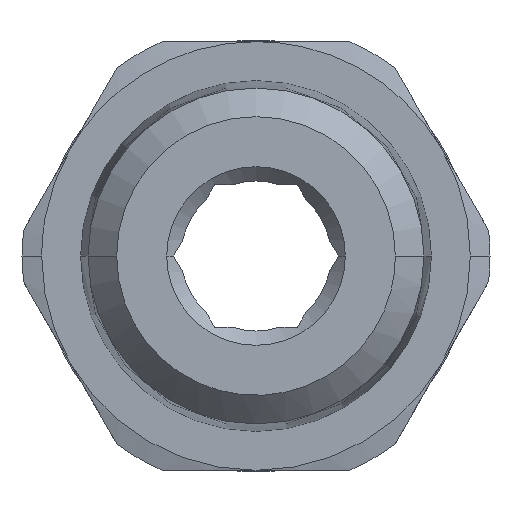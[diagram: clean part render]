
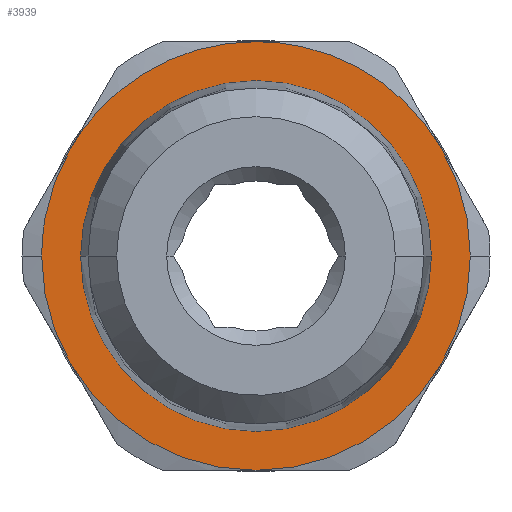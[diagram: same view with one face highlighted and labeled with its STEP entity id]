
A CAD part, front view. The second image highlights one B-rep face of the part: STEP entity #3939.
In plain terms, the highlighted planar face has unit normal (0, -1, 0).
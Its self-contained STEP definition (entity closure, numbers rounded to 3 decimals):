
#197=CARTESIAN_POINT('Vertex',(5.196,7.5,-3.)) ;
#2438=CARTESIAN_POINT('Vertex',(0.,7.5,-6.)) ;
#2531=CARTESIAN_POINT('Vertex',(-5.196,7.5,-3.)) ;
#3516=CARTESIAN_POINT('Axis2P3D Location',(0.,7.5,0.)) ;
#3520=CARTESIAN_POINT('Vertex',(-4.909,7.5,0.)) ;
#3522=CARTESIAN_POINT('Vertex',(4.909,7.5,0.)) ;
#3547=CARTESIAN_POINT('Axis2P3D Location',(0.,7.5,0.)) ;
#3568=CARTESIAN_POINT('Vertex',(6.,7.5,0.)) ;
#3571=CARTESIAN_POINT('Axis2P3D Location',(0.,7.5,0.)) ;
#3588=CARTESIAN_POINT('Axis2P3D Location',(0.,7.5,0.)) ;
#3605=CARTESIAN_POINT('Axis2P3D Location',(0.,7.5,0.)) ;
#3659=CARTESIAN_POINT('Vertex',(-6.,7.5,0.)) ;
#3662=CARTESIAN_POINT('Axis2P3D Location',(0.,7.5,0.)) ;
#3740=CARTESIAN_POINT('Vertex',(5.196,7.5,3.)) ;
#3743=CARTESIAN_POINT('Axis2P3D Location',(0.,7.5,0.)) ;
#3877=CARTESIAN_POINT('Axis2P3D Location',(0.,7.5,0.)) ;
#3883=CARTESIAN_POINT('Control Point',(5.196,7.5,3.)) ;
#3884=CARTESIAN_POINT('Control Point',(4.896,7.5,3.52)) ;
#3885=CARTESIAN_POINT('Control Point',(4.531,7.5,4.002)) ;
#3886=CARTESIAN_POINT('Control Point',(4.108,7.5,4.436)) ;
#3887=CARTESIAN_POINT('Control Point',(3.161,7.5,5.188)) ;
#3888=CARTESIAN_POINT('Control Point',(2.058,7.5,5.684)) ;
#3889=CARTESIAN_POINT('Control Point',(1.478,7.5,5.862)) ;
#3890=CARTESIAN_POINT('Control Point',(0.826,7.5,5.975)) ;
#3891=CARTESIAN_POINT('Control Point',(0.17,7.5,5.998)) ;
#3892=CARTESIAN_POINT('Control Point',(0.113,7.5,5.999)) ;
#3893=CARTESIAN_POINT('Control Point',(0.057,7.5,6.)) ;
#3894=CARTESIAN_POINT('Control Point',(0.,7.5,6.)) ;
#3895=CARTESIAN_POINT('Vertex',(0.,7.5,6.)) ;
#3899=CARTESIAN_POINT('Control Point',(0.,7.5,6.)) ;
#3900=CARTESIAN_POINT('Control Point',(-0.6,7.5,6.)) ;
#3901=CARTESIAN_POINT('Control Point',(-1.2,7.5,5.925)) ;
#3902=CARTESIAN_POINT('Control Point',(-1.788,7.5,5.775)) ;
#3903=CARTESIAN_POINT('Control Point',(-2.913,7.5,5.331)) ;
#3904=CARTESIAN_POINT('Control Point',(-3.894,7.5,4.624)) ;
#3905=CARTESIAN_POINT('Control Point',(-4.337,7.5,4.211)) ;
#3906=CARTESIAN_POINT('Control Point',(-4.761,7.5,3.703)) ;
#3907=CARTESIAN_POINT('Control Point',(-5.109,7.5,3.146)) ;
#3908=CARTESIAN_POINT('Control Point',(-5.139,7.5,3.098)) ;
#3909=CARTESIAN_POINT('Control Point',(-5.168,7.5,3.049)) ;
#3910=CARTESIAN_POINT('Control Point',(-5.196,7.5,3.)) ;
#3911=CARTESIAN_POINT('Vertex',(-5.196,7.5,3.)) ;
#3915=CARTESIAN_POINT('Control Point',(-5.196,7.5,3.)) ;
#3916=CARTESIAN_POINT('Control Point',(-5.496,7.5,2.48)) ;
#3917=CARTESIAN_POINT('Control Point',(-5.731,7.5,1.923)) ;
#3918=CARTESIAN_POINT('Control Point',(-5.895,7.5,1.339)) ;
#3919=CARTESIAN_POINT('Control Point',(-5.988,7.5,0.713)) ;
#3920=CARTESIAN_POINT('Control Point',(-5.999,7.5,0.085)) ;
#3921=CARTESIAN_POINT('Control Point',(-6.,7.5,0.057)) ;
#3922=CARTESIAN_POINT('Control Point',(-6.,7.5,0.028)) ;
#3923=CARTESIAN_POINT('Control Point',(-6.,7.5,0.)) ;
#3517=DIRECTION('Axis2P3D Direction',(-0.,1.,0.)) ;
#3548=DIRECTION('Axis2P3D Direction',(-0.,1.,0.)) ;
#3572=DIRECTION('Axis2P3D Direction',(-0.,1.,0.)) ;
#3589=DIRECTION('Axis2P3D Direction',(-0.,1.,0.)) ;
#3606=DIRECTION('Axis2P3D Direction',(-0.,1.,0.)) ;
#3663=DIRECTION('Axis2P3D Direction',(-0.,1.,0.)) ;
#3744=DIRECTION('Axis2P3D Direction',(-0.,1.,0.)) ;
#3878=DIRECTION('Axis2P3D Direction',(-0.,1.,0.)) ;
#3879=DIRECTION('Axis2P3D XDirection',(1.,0.,0.)) ;
#3518=AXIS2_PLACEMENT_3D('Circle Axis2P3D',#3516,#3517,$) ;
#3549=AXIS2_PLACEMENT_3D('Circle Axis2P3D',#3547,#3548,$) ;
#3573=AXIS2_PLACEMENT_3D('Circle Axis2P3D',#3571,#3572,$) ;
#3590=AXIS2_PLACEMENT_3D('Circle Axis2P3D',#3588,#3589,$) ;
#3607=AXIS2_PLACEMENT_3D('Circle Axis2P3D',#3605,#3606,$) ;
#3664=AXIS2_PLACEMENT_3D('Circle Axis2P3D',#3662,#3663,$) ;
#3745=AXIS2_PLACEMENT_3D('Circle Axis2P3D',#3743,#3744,$) ;
#3880=AXIS2_PLACEMENT_3D('Plane Axis2P3D',#3877,#3878,#3879) ;
#3926=ORIENTED_EDGE('',*,*,#3897,.T.) ;
#3927=ORIENTED_EDGE('',*,*,#3913,.T.) ;
#3928=ORIENTED_EDGE('',*,*,#3924,.T.) ;
#3929=ORIENTED_EDGE('',*,*,#3666,.T.) ;
#3930=ORIENTED_EDGE('',*,*,#3609,.T.) ;
#3931=ORIENTED_EDGE('',*,*,#3592,.T.) ;
#3932=ORIENTED_EDGE('',*,*,#3575,.T.) ;
#3933=ORIENTED_EDGE('',*,*,#3747,.T.) ;
#3936=ORIENTED_EDGE('',*,*,#3551,.T.) ;
#3937=ORIENTED_EDGE('',*,*,#3524,.F.) ;
#3938=FACE_BOUND('',#3935,.T.) ;
#3939=ADVANCED_FACE('PN510B-06R18',(#3934,#3938),#3881,.F.) ;
#3882=B_SPLINE_CURVE_WITH_KNOTS('',5,(#3883,#3884,#3885,#3886,#3887,#3888,#3889,#3890,#3891,#3892,#3893,#3894),.UNSPECIFIED.,.F.,.U.,(6,3,3,6),(0.,4.243,8.485,8.886),.UNSPECIFIED.) ;
#3898=B_SPLINE_CURVE_WITH_KNOTS('',5,(#3899,#3900,#3901,#3902,#3903,#3904,#3905,#3906,#3907,#3908,#3909,#3910),.UNSPECIFIED.,.F.,.U.,(6,3,3,6),(0.,4.243,8.485,8.886),.UNSPECIFIED.) ;
#3914=B_SPLINE_CURVE_WITH_KNOTS('',5,(#3915,#3916,#3917,#3918,#3919,#3920,#3921,#3922,#3923),.UNSPECIFIED.,.F.,.U.,(6,3,6),(0.,4.243,4.443),.UNSPECIFIED.) ;
#3519=CIRCLE('generated circle',#3518,4.909) ;
#3550=CIRCLE('generated circle',#3549,4.909) ;
#3574=CIRCLE('generated circle',#3573,6.) ;
#3591=CIRCLE('generated circle',#3590,6.) ;
#3608=CIRCLE('generated circle',#3607,6.) ;
#3665=CIRCLE('generated circle',#3664,6.) ;
#3746=CIRCLE('generated circle',#3745,6.) ;
#3524=EDGE_CURVE('',#3521,#3523,#3519,.F.) ;
#3551=EDGE_CURVE('',#3521,#3523,#3550,.T.) ;
#3575=EDGE_CURVE('',#198,#3569,#3574,.F.) ;
#3592=EDGE_CURVE('',#2439,#198,#3591,.F.) ;
#3609=EDGE_CURVE('',#2532,#2439,#3608,.F.) ;
#3666=EDGE_CURVE('',#3660,#2532,#3665,.F.) ;
#3747=EDGE_CURVE('',#3569,#3741,#3746,.F.) ;
#3897=EDGE_CURVE('',#3741,#3896,#3882,.T.) ;
#3913=EDGE_CURVE('',#3896,#3912,#3898,.T.) ;
#3924=EDGE_CURVE('',#3912,#3660,#3914,.T.) ;
#3925=EDGE_LOOP('',(#3926,#3927,#3928,#3929,#3930,#3931,#3932,#3933)) ;
#3935=EDGE_LOOP('',(#3936,#3937)) ;
#3934=FACE_OUTER_BOUND('',#3925,.T.) ;
#3881=PLANE('',#3880) ;
#198=VERTEX_POINT('',#197) ;
#2439=VERTEX_POINT('',#2438) ;
#2532=VERTEX_POINT('',#2531) ;
#3521=VERTEX_POINT('',#3520) ;
#3523=VERTEX_POINT('',#3522) ;
#3569=VERTEX_POINT('',#3568) ;
#3660=VERTEX_POINT('',#3659) ;
#3741=VERTEX_POINT('',#3740) ;
#3896=VERTEX_POINT('',#3895) ;
#3912=VERTEX_POINT('',#3911) ;
